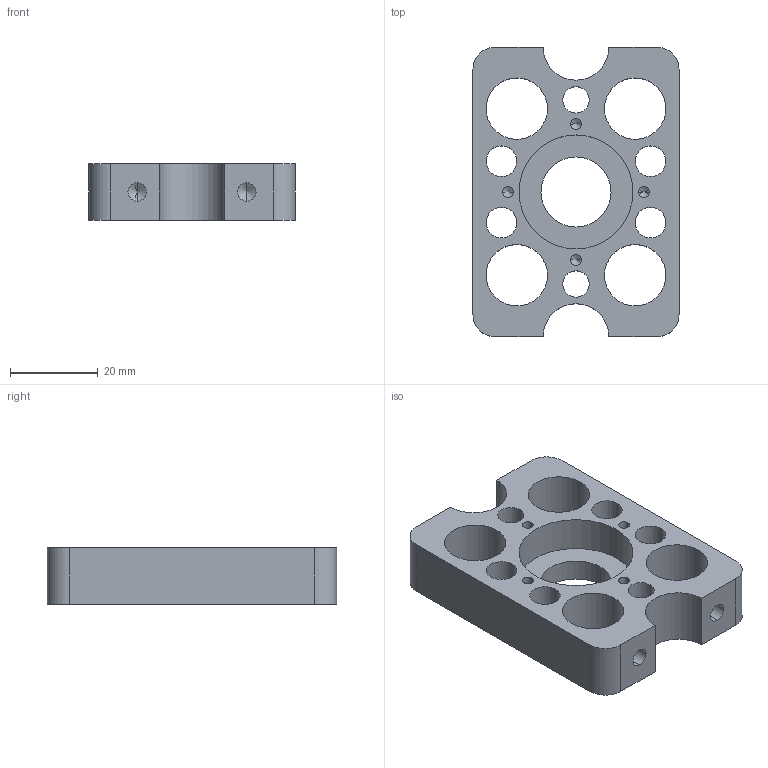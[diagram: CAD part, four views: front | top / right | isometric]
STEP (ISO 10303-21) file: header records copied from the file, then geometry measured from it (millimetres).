
FILE_DESCRIPTION (( 'STEP AP203' ), '1' );
FILE_NAME ('轴承座（终板本）.STEP', '2018-01-03T15:41:28', ( 'User' ), ( 'china' ), 'SwSTEP 2.0', 'SolidWorks 2016', '' );
FILE_SCHEMA (( 'CONFIG_CONTROL_DESIGN' ));
Length unit declared in the file: millimetre
Products named in the file (1): 粣創釱ㄗ笝啣掛ㄘ
Bounding box: 47 x 66 x 13 mm (x, y, z)
Volume: 21275.6 mm3; surface area: 12166 mm2
Topology: 1 solids, 1 shells, 71 faces, 188 edges, 112 vertices
Faces by surface type: cylinder 46, cone 16, plane 9
Entity records: 2235 total; most frequent: DIRECTION 408, CARTESIAN_POINT 356, ORIENTED_EDGE 344, EDGE_CURVE 172, AXIS2_PLACEMENT_3D 164, VERTEX_POINT 112, EDGE_LOOP 102, CIRCLE 92
